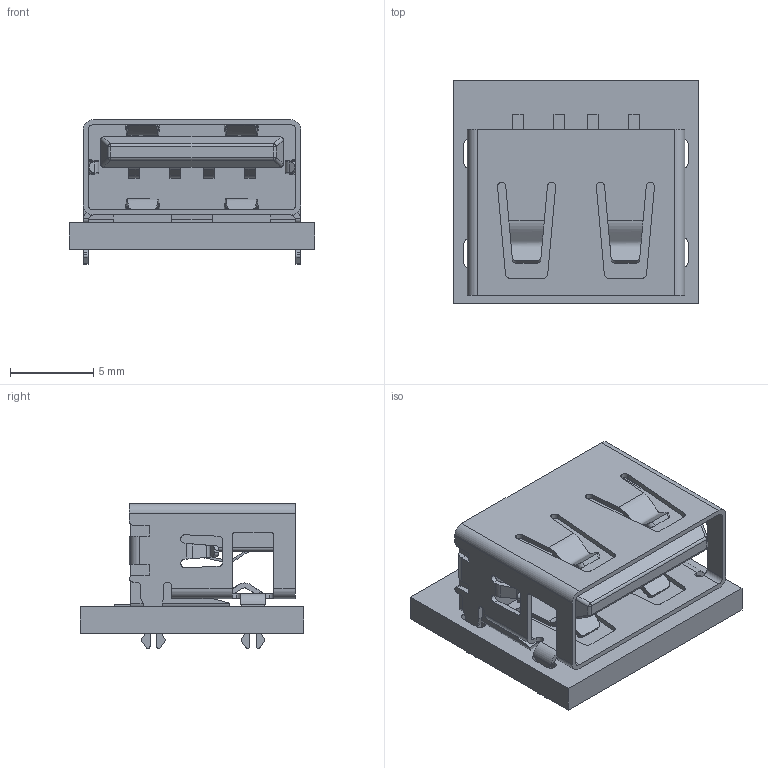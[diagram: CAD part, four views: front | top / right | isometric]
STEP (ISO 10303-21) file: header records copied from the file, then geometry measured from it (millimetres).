
FILE_DESCRIPTION(('Designed by EasyEDA Pro'),'2;1');
FILE_NAME('Open CASCADE Shape Model','2022-02-24T08:42:39',('Author'),( 'Open CASCADE'),'Open CASCADE STEP processor 7.4','Open CASCADE 7.4' ,'Unknown');
FILE_SCHEMA(('AUTOMOTIVE_DESIGN { 1 0 10303 214 1 1 1 1 }'));
Length unit declared in the file: millimetre
Products named in the file (5): PCBModel; COMPOUND; U1; USB-A-SMD_USB-M-21
Assembly tree (4 placements, depth 4):
  PCBModel
    COMPOUND
    U1
      USB-A-SMD_USB-M-21
        COMPOUND
Bounding box: 14.79 x 13.48 x 8.7 mm (x, y, z)
Volume: 713.5 mm3; surface area: 1735.5 mm2
Topology: 3 solids, 3 shells, 660 faces, 1789 edges, 1138 vertices
Faces by surface type: plane 412, cylinder 218, bspline 26, sphere 4
Entity records: 26724 total; most frequent: CARTESIAN_POINT 5370, ORIENTED_EDGE 3570, DIRECTION 3355, EDGE_CURVE 1785, LINE 1285, VECTOR 1285, VERTEX_POINT 1138, AXIS2_PLACEMENT_3D 1035
